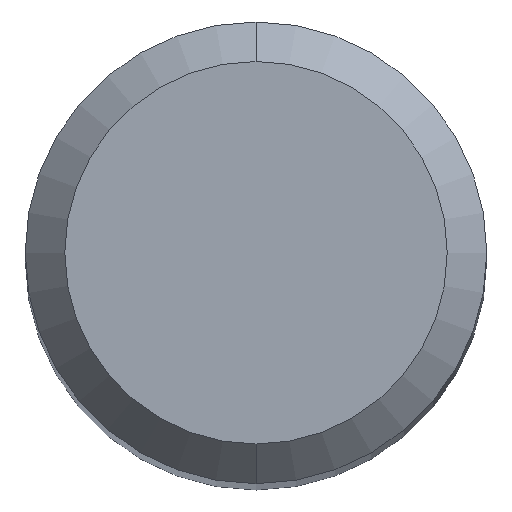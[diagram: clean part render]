
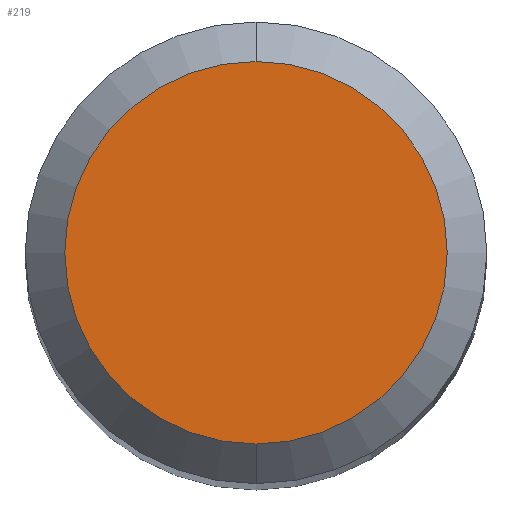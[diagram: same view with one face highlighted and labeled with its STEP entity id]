
A CAD part, top view. The second image highlights one B-rep face of the part: STEP entity #219.
In plain terms, the highlighted planar face has unit normal (0, 0, 1).
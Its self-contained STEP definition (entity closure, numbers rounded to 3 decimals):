
#195=VERTEX_POINT('',#434);
#219=ADVANCED_FACE('',(#461),#462,.T.);
#299=EDGE_CURVE('',#195,#313,#554,.T.);
#303=EDGE_CURVE('',#313,#195,#558,.T.);
#313=VERTEX_POINT('',#568);
#434=CARTESIAN_POINT('',(0.,-1.45,0.0));
#461=FACE_OUTER_BOUND('',#735,.T.);
#462=PLANE('',#736);
#554=CIRCLE('',#859,1.45);
#558=CIRCLE('',#866,1.45);
#568=CARTESIAN_POINT('',(0.0,1.45,0.0));
#735=EDGE_LOOP('',(#1043,#1044));
#736=AXIS2_PLACEMENT_3D('',#1045,#1046,#1047);
#859=AXIS2_PLACEMENT_3D('',#1181,#1182,#1183);
#866=AXIS2_PLACEMENT_3D('',#1185,#1186,#1187);
#1043=ORIENTED_EDGE('',*,*,#303,.F.);
#1044=ORIENTED_EDGE('',*,*,#299,.F.);
#1045=CARTESIAN_POINT('',(0.0,0.725,0.0));
#1046=DIRECTION('',(-0.0,0.0,1.0));
#1047=DIRECTION('',(0.0,-1.0,0.0));
#1181=CARTESIAN_POINT('',(0.0,0.0,0.0));
#1182=DIRECTION('',(0.0,0.0,-1.0));
#1183=DIRECTION('',(0.0,1.0,0.0));
#1185=CARTESIAN_POINT('',(0.0,0.0,0.0));
#1186=DIRECTION('',(0.0,0.0,-1.0));
#1187=DIRECTION('',(0.0,1.0,0.0));
